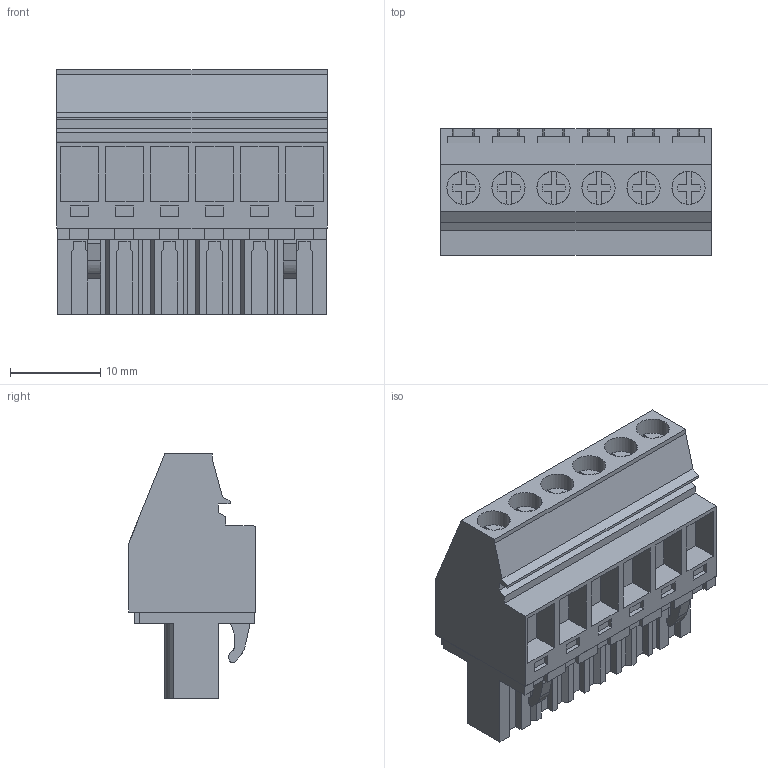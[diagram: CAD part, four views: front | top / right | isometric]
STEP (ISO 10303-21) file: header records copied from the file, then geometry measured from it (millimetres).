
FILE_DESCRIPTION(('CATIA V5 STEP Exchange','CAx-IF Rec.Pracs.--- Model Styling and Organization---1.2---2011-12-15'),'2;1');
FILE_NAME ('D1460467_0_1959060000_1959060000.stp','2017-09-20T15:13:30+00:00',('none'),('Weidmueller'),'CATIA Version 5-6 Release 2014','CATIA V5 STEP AP214','none');
FILE_SCHEMA(('AUTOMOTIVE_DESIGN { 1 0 10303 214 1 1 1 1 }'));
Length unit declared in the file: millimetre
Products named in the file (1): 1959060000
Bounding box: 30 x 14.05 x 27.2 mm (x, y, z)
Volume: 6848.1 mm3; surface area: 4297.4 mm2
Topology: 7 solids, 7 shells, 412 faces, 1134 edges, 761 vertices
Faces by surface type: plane 350, cylinder 52, extrusion 10
Entity records: 12332 total; most frequent: CARTESIAN_POINT 2371, ORIENTED_EDGE 2268, DIRECTION 1654, EDGE_CURVE 1134, VECTOR 988, LINE 978, VERTEX_POINT 761, EDGE_LOOP 437
